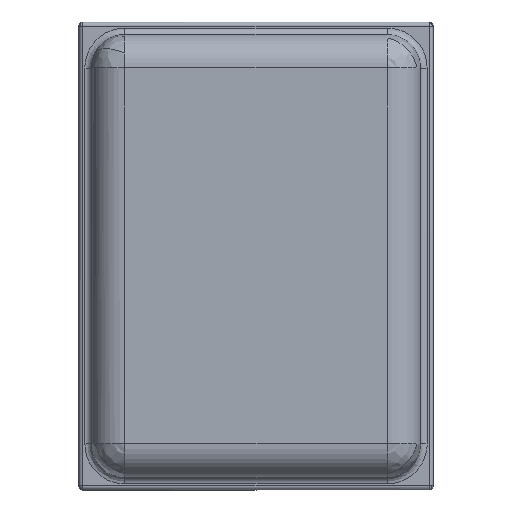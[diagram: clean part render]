
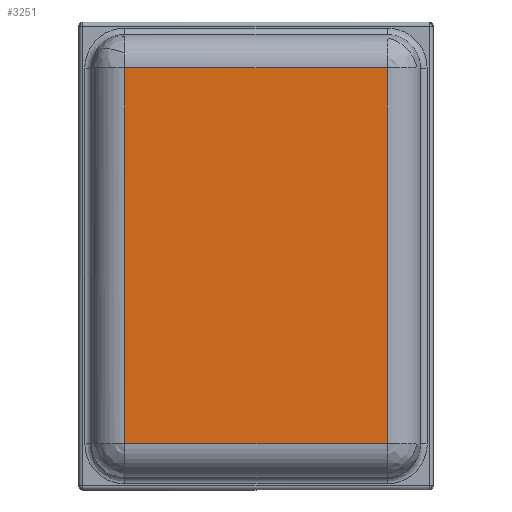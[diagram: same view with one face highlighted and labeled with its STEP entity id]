
A CAD part, top view. The second image highlights one B-rep face of the part: STEP entity #3251.
In plain terms, the highlighted planar face has unit normal (0, 0, 1).
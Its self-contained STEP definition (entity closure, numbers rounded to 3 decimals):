
#468 = CARTESIAN_POINT ( 'NONE',  ( -0.615, -1.405, 1.077 ) ) ;
#507 = AXIS2_PLACEMENT_3D ( 'NONE', #3432, #2400, #4499 ) ;
#692 = DIRECTION ( 'NONE',  ( 1., 0., 0. ) ) ;
#845 = VECTOR ( 'NONE', #692, 1000. ) ;
#993 = EDGE_CURVE ( 'NONE', #1629, #4431, #3319, .T. ) ;
#1492 = ORIENTED_EDGE ( 'NONE', *, *, #1600, .F. ) ;
#1600 = EDGE_CURVE ( 'NONE', #4431, #3334, #2390, .T. ) ;
#1629 = VERTEX_POINT ( 'NONE', #3796 ) ;
#1743 = LINE ( 'NONE', #2395, #3516 ) ;
#2046 = LINE ( 'NONE', #4293, #845 ) ;
#2050 = EDGE_LOOP ( 'NONE', ( #3210, #1492, #3456, #4444 ) ) ;
#2056 = CARTESIAN_POINT ( 'NONE',  ( -0.98, -1.405, 1.077 ) ) ;
#2330 = DIRECTION ( 'NONE',  ( 0., 1., 0. ) ) ;
#2390 = LINE ( 'NONE', #4155, #4314 ) ;
#2395 = CARTESIAN_POINT ( 'NONE',  ( 0.98, -0.828, 1.077 ) ) ;
#2400 = DIRECTION ( 'NONE',  ( 0., 0., 1. ) ) ;
#2411 = CARTESIAN_POINT ( 'NONE',  ( -0.98, 1.405, 1.077 ) ) ;
#2709 = FACE_OUTER_BOUND ( 'NONE', #2050, .T. ) ;
#2885 = EDGE_CURVE ( 'NONE', #3775, #1629, #1743, .T. ) ;
#3017 = DIRECTION ( 'NONE',  ( -1., 0., 0. ) ) ;
#3210 = ORIENTED_EDGE ( 'NONE', *, *, #3652, .F. ) ;
#3251 = ADVANCED_FACE ( 'NONE', ( #2709 ), #3887, .T. ) ;
#3319 = LINE ( 'NONE', #468, #3681 ) ;
#3334 = VERTEX_POINT ( 'NONE', #2411 ) ;
#3432 = CARTESIAN_POINT ( 'NONE',  ( 0., 0., 1.077 ) ) ;
#3456 = ORIENTED_EDGE ( 'NONE', *, *, #993, .F. ) ;
#3516 = VECTOR ( 'NONE', #3550, 1000. ) ;
#3550 = DIRECTION ( 'NONE',  ( 0., -1., 0. ) ) ;
#3652 = EDGE_CURVE ( 'NONE', #3334, #3775, #2046, .T. ) ;
#3681 = VECTOR ( 'NONE', #3017, 1000. ) ;
#3775 = VERTEX_POINT ( 'NONE', #4022 ) ;
#3796 = CARTESIAN_POINT ( 'NONE',  ( 0.98, -1.405, 1.077 ) ) ;
#3887 = PLANE ( 'NONE',  #507 ) ;
#4022 = CARTESIAN_POINT ( 'NONE',  ( 0.98, 1.405, 1.077 ) ) ;
#4155 = CARTESIAN_POINT ( 'NONE',  ( -0.98, 0.828, 1.077 ) ) ;
#4293 = CARTESIAN_POINT ( 'NONE',  ( 0.615, 1.405, 1.077 ) ) ;
#4314 = VECTOR ( 'NONE', #2330, 1000. ) ;
#4431 = VERTEX_POINT ( 'NONE', #2056 ) ;
#4444 = ORIENTED_EDGE ( 'NONE', *, *, #2885, .F. ) ;
#4499 = DIRECTION ( 'NONE',  ( 1., 0., 0. ) ) ;
